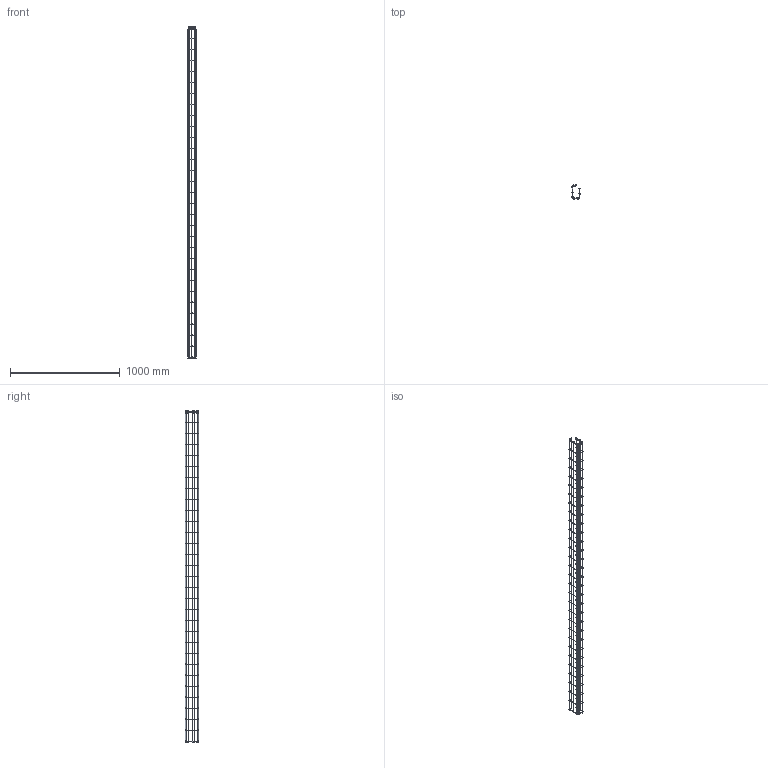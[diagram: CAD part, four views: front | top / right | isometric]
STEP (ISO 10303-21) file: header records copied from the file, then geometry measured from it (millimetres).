
FILE_DESCRIPTION((''),'2;1');
FILE_NAME('6005526_ASM','2012-10-09T',('AndreasKeweloh'),(''),'PRO/ENGINEER BY PARAMETRIC TECHNOLOGY CORPORATION, 2012230','PRO/ENGINEER BY PARAMETRIC TECHNOLOGY CORPORATION, 2012230','');
FILE_SCHEMA(('CONFIG_CONTROL_DESIGN'));
Length unit declared in the file: millimetre
Products named in the file (4): GGRM_D38_U125X75; GGRM_D38XL3024; GGRM_D38_U125X75_MUFFE; 6005526_ASM
Assembly tree (41 placements, depth 2):
  6005526_ASM
    GGRM_D38_U125X75  x30
    GGRM_D38XL3024  x9
    GGRM_D38_U125X75_MUFFE  x2
Bounding box: 75 x 125 x 3024.29 mm (x, y, z)
Volume: 416783.8 mm3; surface area: 439693.8 mm2
Topology: 41 solids, 41 shells, 674 faces, 1266 edges, 674 vertices
Faces by surface type: cylinder 346, torus 246, plane 82
Entity records: 1686 total; most frequent: DIRECTION 344, CARTESIAN_POINT 283, ORIENTED_EDGE 188, AXIS2_PLACEMENT_3D 159, EDGE_CURVE 94, CIRCLE 64, VERTEX_POINT 50, EDGE_LOOP 50
